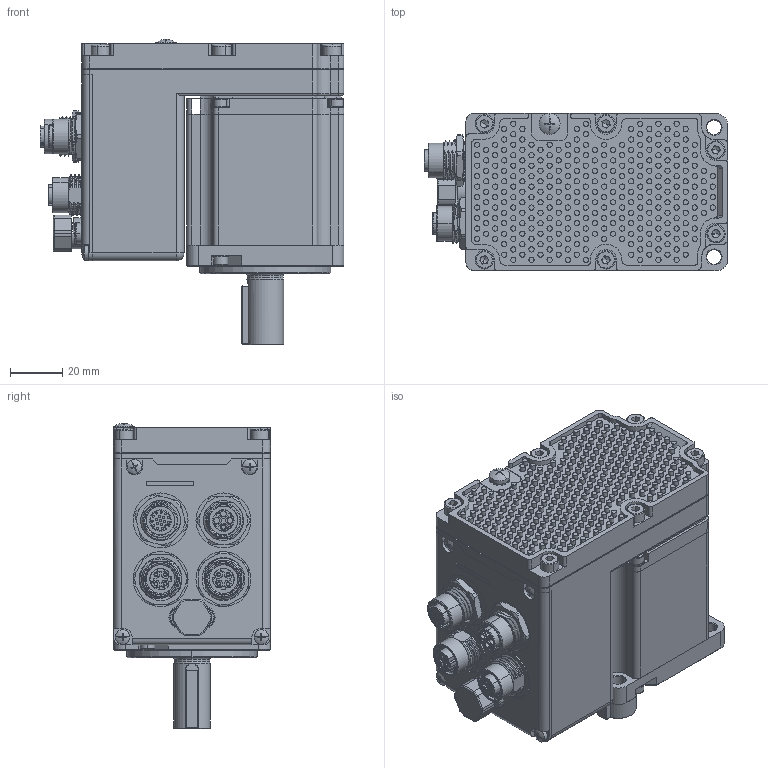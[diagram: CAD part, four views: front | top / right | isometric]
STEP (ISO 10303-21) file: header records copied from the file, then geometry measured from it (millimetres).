
FILE_DESCRIPTION (( 'STEP AP203' ), '1' );
FILE_NAME ('MDX+60-200W 棠晤 IP65 EC.STEP', '2022-12-09T03:19:18', ( '' ), ( '' ), 'SwSTEP 2.0', 'SolidWorks 2015', '' );
FILE_SCHEMA (( 'CONFIG_CONTROL_DESIGN' ));
Length unit declared in the file: millimetre
Products named in the file (1): MDX+60-200W 棠晤 IP65 EC
Bounding box: 116.05 x 60.1 x 116.59 mm (x, y, z)
Surface area: 70746.8 mm2 (no closed solid volume)
Topology: 0 solids, 55 shells, 2333 faces, 6662 edges, 4633 vertices
Faces by surface type: cylinder 1141, plane 779, bspline 176, cone 140, torus 84, sphere 13
Entity records: 100921 total; most frequent: CARTESIAN_POINT 41413, DIRECTION 12415, ORIENTED_EDGE 11520, EDGE_CURVE 6641, AXIS2_PLACEMENT_3D 4885, VERTEX_POINT 4633, EDGE_LOOP 2815, CIRCLE 2727
